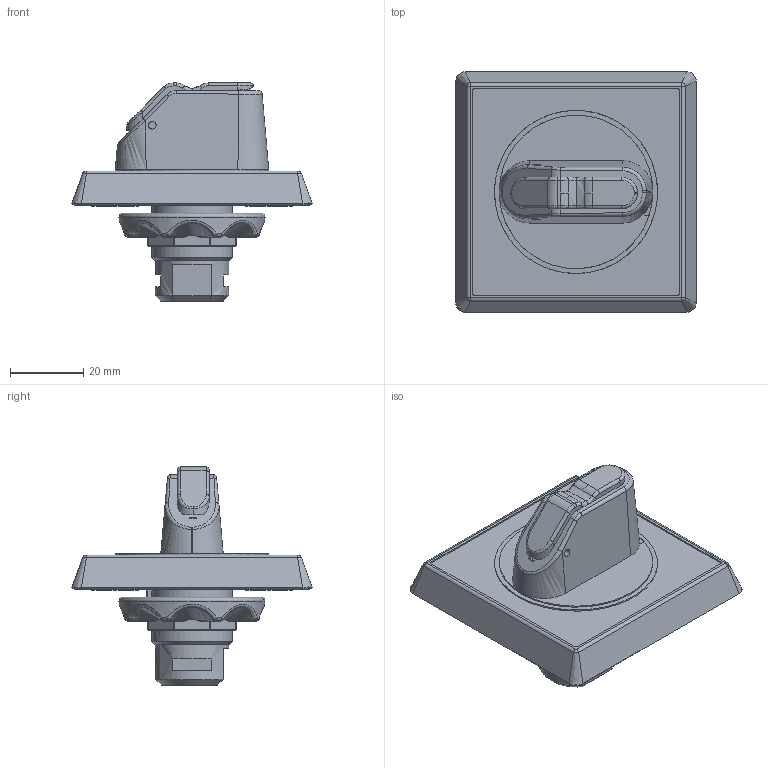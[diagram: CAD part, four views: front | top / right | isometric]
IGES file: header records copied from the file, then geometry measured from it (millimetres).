
Global section: file name: OH_S2PJ_palikka_2.igs; preprocessor: I-DEAS 3D IGES Translator 11; date: 20110603.090453; units: millimetre
Bounding box: 65.5 x 65.5 x 59.37 mm (x, y, z)
Volume: 53865.1 mm3; surface area: 22750.6 mm2
Topology: 4 solids, 8 shells, 533 faces, 1281 edges, 781 vertices
Faces by surface type: bspline 533
